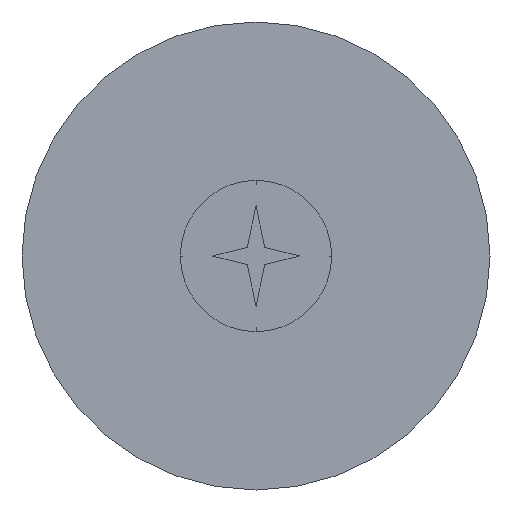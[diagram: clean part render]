
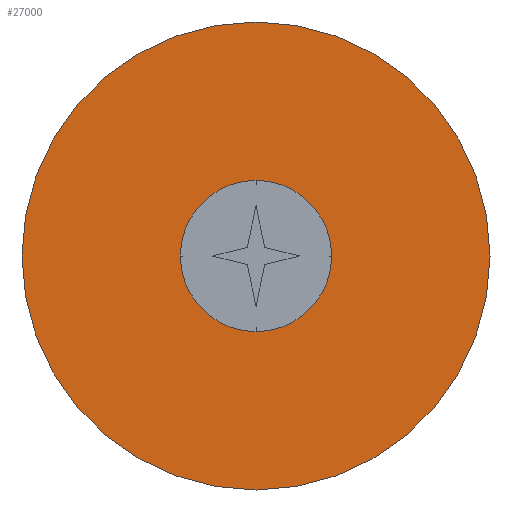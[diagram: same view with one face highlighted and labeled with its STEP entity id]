
A CAD part, front view. The second image highlights one B-rep face of the part: STEP entity #27000.
In plain terms, the highlighted face is planar.
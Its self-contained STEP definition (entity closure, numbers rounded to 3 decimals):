
#26520=CARTESIAN_POINT('',(25.,525.565,179.942));
#26530=VERTEX_POINT('',#26520);
#26610=CARTESIAN_POINT('',(25.,525.565,229.442));
#26620=VERTEX_POINT('',#26610);
#26650=CARTESIAN_POINT('',(25.,525.565,204.692));
#26660=DIRECTION('',(0.,1.,0.));
#26670=DIRECTION('',(0.,0.,-1.));
#26680=AXIS2_PLACEMENT_3D('',#26650,#26660,#26670);
#26690=CIRCLE('',#26680,24.75);
#26700=EDGE_CURVE('',#26620,#26530,#26690,.T.);
#26750=CARTESIAN_POINT('',(25.,525.565,192.317));
#26760=DIRECTION('',(0.,1.,0.));
#26770=DIRECTION('',(0.,0.,-1.));
#26780=AXIS2_PLACEMENT_3D('',#26750,#26760,#26770);
#26790=PLANE('',#26780);
#26800=EDGE_CURVE('',#26530,#26620,#26690,.T.);
#26810=ORIENTED_EDGE('',*,*,#26800,.T.);
#26820=ORIENTED_EDGE('',*,*,#26700,.T.);
#26830=EDGE_LOOP('',(#26820,#26810));
#26840=FACE_OUTER_BOUND('',#26830,.T.);
#26850=CARTESIAN_POINT('',(25.,525.565,204.692));
#26860=DIRECTION('',(0.,-1.,0.));
#26870=DIRECTION('',(-1.,0.,0.));
#26880=AXIS2_PLACEMENT_3D('',#26850,#26860,#26870);
#26890=CIRCLE('',#26880,8.);
#26900=CARTESIAN_POINT('',(17.,525.565,204.692));
#26910=VERTEX_POINT('',#26900);
#26920=CARTESIAN_POINT('',(33.,525.565,204.692));
#26930=VERTEX_POINT('',#26920);
#26940=EDGE_CURVE('',#26910,#26930,#26890,.T.);
#26950=ORIENTED_EDGE('',*,*,#26940,.T.);
#26960=EDGE_CURVE('',#26930,#26910,#26890,.T.);
#26970=ORIENTED_EDGE('',*,*,#26960,.T.);
#26980=EDGE_LOOP('',(#26970,#26950));
#26990=FACE_BOUND('',#26980,.T.);
#27000=ADVANCED_FACE('',(#26840,#26990),#26790,.T.);
